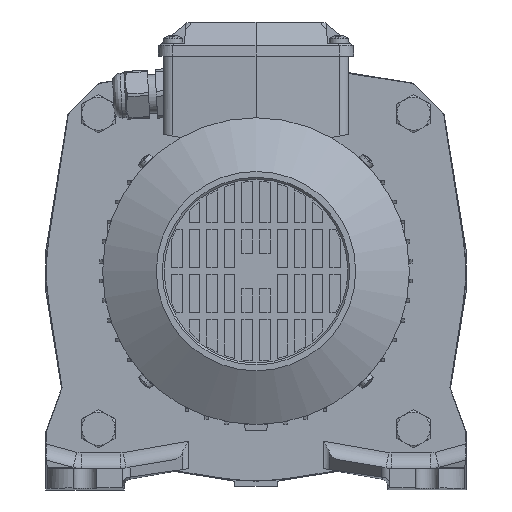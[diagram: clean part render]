
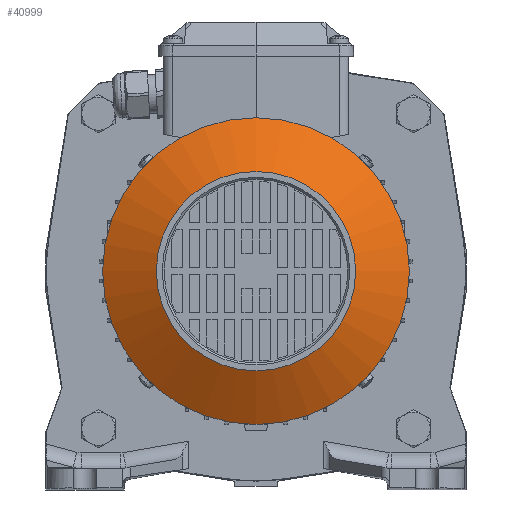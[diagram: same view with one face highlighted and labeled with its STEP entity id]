
A CAD part, left-side view. The second image highlights one B-rep face of the part: STEP entity #40999.
In plain terms, the highlighted free-form (B-spline) face has degree [2, 1] with [9, 2] control points.
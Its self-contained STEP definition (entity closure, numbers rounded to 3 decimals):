
#40919=CARTESIAN_POINT('',(-323.5,0.,51.));
#40920=VERTEX_POINT('',#40919);
#40921=CARTESIAN_POINT('',(-323.5,0.,-51.));
#40922=VERTEX_POINT('',#40921);
#40923=CARTESIAN_POINT('',(-323.5,0.,0.));
#40924=DIRECTION('',(1.0,0.,0.));
#40925=DIRECTION('',(0.,0.,-1.0));
#40926=AXIS2_PLACEMENT_3D('',#40923,#40924,#40925);
#40927=CIRCLE('',#40926,51.);
#40928=EDGE_CURVE('',#40920,#40922,#40927,.T.);
#40930=CARTESIAN_POINT('',(-323.5,0.,0.));
#40931=DIRECTION('',(1.0,0.,0.));
#40932=DIRECTION('',(0.,0.,-1.0));
#40933=AXIS2_PLACEMENT_3D('',#40930,#40931,#40932);
#40934=CIRCLE('',#40933,51.);
#40935=EDGE_CURVE('',#40922,#40920,#40934,.T.);
#40944=CARTESIAN_POINT('',(-323.5,0.,-51.));
#40945=CARTESIAN_POINT('',(-323.5,51.,-51.));
#40946=CARTESIAN_POINT('',(-323.5,51.,0.));
#40947=CARTESIAN_POINT('',(-323.5,51.,51.));
#40948=CARTESIAN_POINT('',(-323.5,0.,51.));
#40949=CARTESIAN_POINT('',(-323.5,-51.,51.));
#40950=CARTESIAN_POINT('',(-323.5,-51.,0.));
#40951=CARTESIAN_POINT('',(-323.5,-51.,-51.));
#40952=CARTESIAN_POINT('',(-323.5,0.,-51.));
#40953=CARTESIAN_POINT('',(-307.623,0.,-78.5));
#40954=CARTESIAN_POINT('',(-307.623,78.5,-78.5));
#40955=CARTESIAN_POINT('',(-307.623,78.5,0.));
#40956=CARTESIAN_POINT('',(-307.623,78.5,78.5));
#40957=CARTESIAN_POINT('',(-307.623,0.,78.5));
#40958=CARTESIAN_POINT('',(-307.623,-78.5,78.5));
#40959=CARTESIAN_POINT('',(-307.623,-78.5,0.));
#40960=CARTESIAN_POINT('',(-307.623,-78.5,-78.5));
#40961=CARTESIAN_POINT('',(-307.623,0.,-78.5));
#40969=(BOUNDED_SURFACE()B_SPLINE_SURFACE(2,1,((#40944,#40953),(#40945,#40954),(#40946,#40955),(#40947,#40956),(#40948,#40957),(#40949,#40958),(#40950,#40959),(#40951,#40960),(#40952,#40961)),.UNSPECIFIED.,.T.,.F.,.U.)B_SPLINE_SURFACE_WITH_KNOTS((3,2,2,2,3),(2,2),(0.0,0.25,0.5,0.75,1.0),(0.0,31.754),.UNSPECIFIED.)GEOMETRIC_REPRESENTATION_ITEM()RATIONAL_B_SPLINE_SURFACE(((1.0,1.0),(0.707,0.707),(1.0,1.0),(0.707,0.707),(1.0,1.0),(0.707,0.707),(1.0,1.0),(0.707,0.707),(1.0,1.0)))REPRESENTATION_ITEM('')SURFACE());
#40970=ORIENTED_EDGE('',*,*,#40935,.T.);
#40971=ORIENTED_EDGE('',*,*,#40928,.T.);
#40972=CARTESIAN_POINT('',(-307.623,0.,-78.5));
#40973=VERTEX_POINT('',#40972);
#40974=CARTESIAN_POINT('',(-323.5,0.,-51.));
#40975=DIRECTION('',(0.5,0.,-0.866));
#40976=VECTOR('',#40975,31.754);
#40977=LINE('',#40974,#40976);
#40978=EDGE_CURVE('',#40922,#40973,#40977,.T.);
#40979=ORIENTED_EDGE('',*,*,#40978,.T.);
#40980=CARTESIAN_POINT('',(-307.623,0.,78.5));
#40981=VERTEX_POINT('',#40980);
#40982=CARTESIAN_POINT('',(-307.623,0.,0.));
#40983=DIRECTION('',(1.0,0.,0.));
#40984=DIRECTION('',(0.,0.,-1.0));
#40985=AXIS2_PLACEMENT_3D('',#40982,#40983,#40984);
#40986=CIRCLE('',#40985,78.5);
#40987=EDGE_CURVE('',#40981,#40973,#40986,.T.);
#40988=ORIENTED_EDGE('',*,*,#40987,.F.);
#40989=CARTESIAN_POINT('',(-307.623,0.,0.));
#40990=DIRECTION('',(1.0,0.,0.));
#40991=DIRECTION('',(0.,0.,-1.0));
#40992=AXIS2_PLACEMENT_3D('',#40989,#40990,#40991);
#40993=CIRCLE('',#40992,78.5);
#40994=EDGE_CURVE('',#40973,#40981,#40993,.T.);
#40995=ORIENTED_EDGE('',*,*,#40994,.F.);
#40996=ORIENTED_EDGE('',*,*,#40978,.F.);
#40997=EDGE_LOOP('',(#40970,#40971,#40979,#40988,#40995,#40996));
#40998=FACE_OUTER_BOUND('',#40997,.T.);
#40999=ADVANCED_FACE('',(#40998),#40969,.T.);
